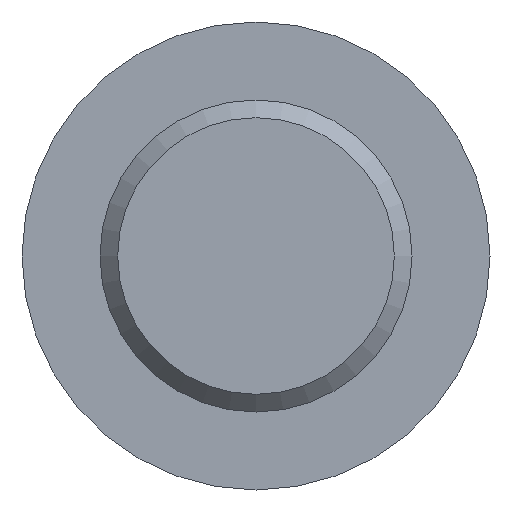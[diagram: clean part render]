
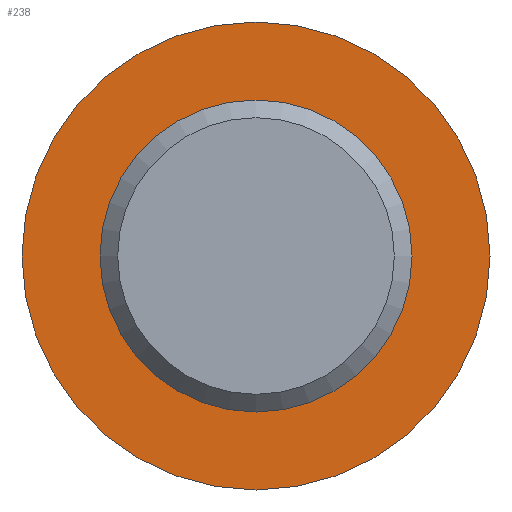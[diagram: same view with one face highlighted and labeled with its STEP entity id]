
A CAD part, front view. The second image highlights one B-rep face of the part: STEP entity #238.
In plain terms, the highlighted planar face has unit normal (0, -1, 0).
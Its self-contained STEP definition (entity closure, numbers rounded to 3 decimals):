
#17 = AXIS2_PLACEMENT_3D ( 'NONE', #78, #33, #135 ) ;
#33 = DIRECTION ( 'NONE',  ( 0., -1., 0. ) ) ;
#49 = CIRCLE ( 'NONE', #17, 11. ) ;
#68 = EDGE_LOOP ( 'NONE', ( #312 ) ) ;
#78 = CARTESIAN_POINT ( 'NONE',  ( 0., 120., 0. ) ) ;
#83 = AXIS2_PLACEMENT_3D ( 'NONE', #308, #177, #102 ) ;
#99 = PLANE ( 'NONE',  #83 ) ;
#102 = DIRECTION ( 'NONE',  ( 0., 0., 1. ) ) ;
#121 = VERTEX_POINT ( 'NONE', #286 ) ;
#126 = CARTESIAN_POINT ( 'NONE',  ( 0., 120., -16.5 ) ) ;
#135 = DIRECTION ( 'NONE',  ( 0., 0., -1. ) ) ;
#160 = CARTESIAN_POINT ( 'NONE',  ( 0., 120., 0. ) ) ;
#177 = DIRECTION ( 'NONE',  ( 0., 1., 0. ) ) ;
#207 = ORIENTED_EDGE ( 'NONE', *, *, #461, .F. ) ;
#210 = CIRCLE ( 'NONE', #334, 16.5 ) ;
#238 = ADVANCED_FACE ( 'NONE', ( #272, #383 ), #99, .F. ) ;
#257 = VERTEX_POINT ( 'NONE', #126 ) ;
#272 = FACE_BOUND ( 'NONE', #441, .T. ) ;
#286 = CARTESIAN_POINT ( 'NONE',  ( 0., 120., -11. ) ) ;
#308 = CARTESIAN_POINT ( 'NONE',  ( -11., 120., 0. ) ) ;
#312 = ORIENTED_EDGE ( 'NONE', *, *, #526, .T. ) ;
#334 = AXIS2_PLACEMENT_3D ( 'NONE', #160, #497, #384 ) ;
#383 = FACE_OUTER_BOUND ( 'NONE', #68, .T. ) ;
#384 = DIRECTION ( 'NONE',  ( 0., 0., -1. ) ) ;
#441 = EDGE_LOOP ( 'NONE', ( #207 ) ) ;
#461 = EDGE_CURVE ( 'NONE', #121, #121, #49, .T. ) ;
#497 = DIRECTION ( 'NONE',  ( 0., -1., 0. ) ) ;
#526 = EDGE_CURVE ( 'NONE', #257, #257, #210, .T. ) ;
